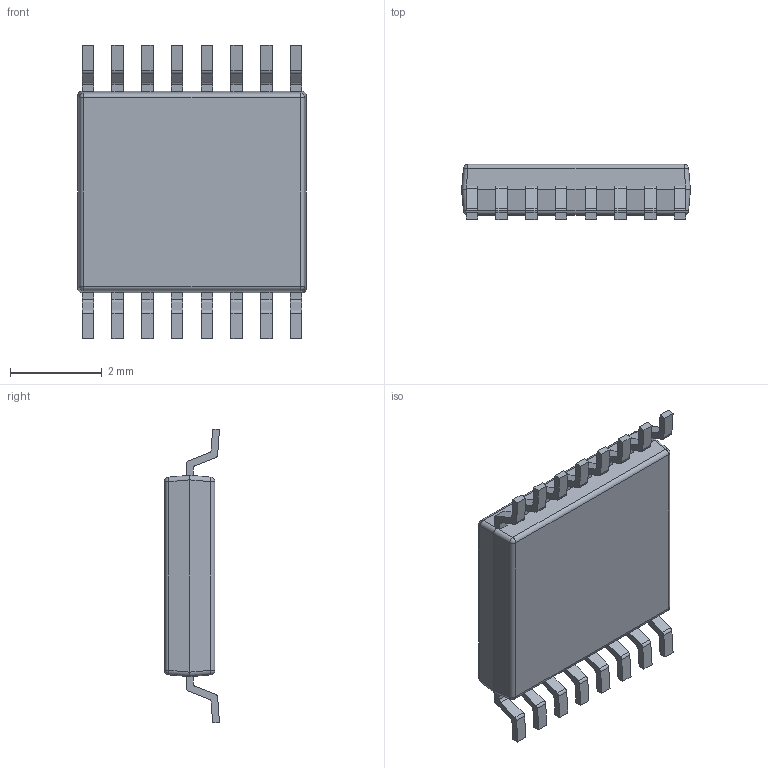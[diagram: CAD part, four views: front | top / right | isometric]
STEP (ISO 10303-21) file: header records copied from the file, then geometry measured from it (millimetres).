
FILE_DESCRIPTION (( 'STEP AP214' ), '1' );
FILE_NAME ('TSSOP-16-TI-PW.STEP', '2016-01-08T06:33:14', ( '' ), ( '' ), 'SwSTEP 2.0', 'SolidWorks 2015', '' );
FILE_SCHEMA (( 'AUTOMOTIVE_DESIGN' ));
Length unit declared in the file: millimetre
Products named in the file (1): TSSOP-16-TI-PW
Bounding box: 5 x 1.2 x 6.42 mm (x, y, z)
Volume: 24.4 mm3; surface area: 78.8 mm2
Topology: 1 solids, 1 shells, 261 faces, 742 edges, 476 vertices
Faces by surface type: plane 171, cylinder 82, sphere 8
Entity records: 10787 total; most frequent: CARTESIAN_POINT 1532, ORIENTED_EDGE 1468, DIRECTION 1394, EDGE_CURVE 734, LINE 558, VECTOR 558, VERTEX_POINT 476, AXIS2_PLACEMENT_3D 418
